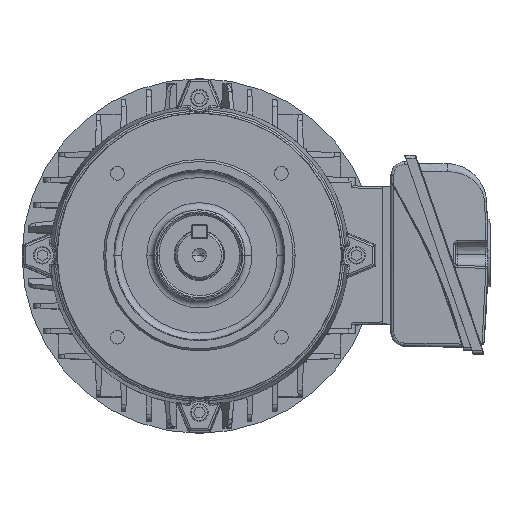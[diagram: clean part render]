
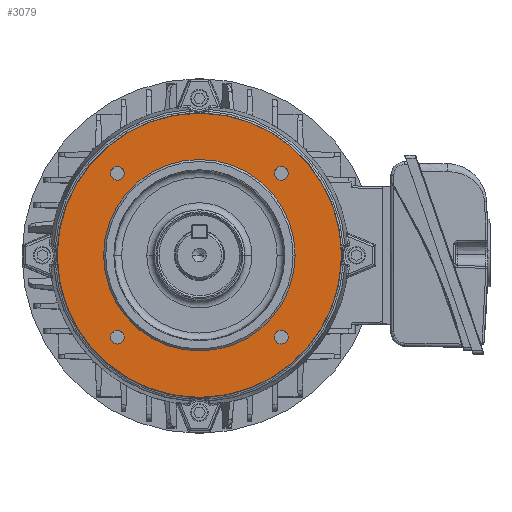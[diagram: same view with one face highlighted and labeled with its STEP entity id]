
A CAD part, top view. The second image highlights one B-rep face of the part: STEP entity #3079.
In plain terms, the highlighted planar face has unit normal (0, 0, 1).
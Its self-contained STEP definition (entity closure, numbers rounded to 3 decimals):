
#190 = EDGE_CURVE ( 'NONE', #2214, #53852, #31756, .T. ) ;
#335 = AXIS2_PLACEMENT_3D ( 'NONE', #1285, #46187, #50017 ) ;
#398 = EDGE_CURVE ( 'NONE', #54301, #16444, #29900, .T. ) ;
#1285 = CARTESIAN_POINT ( 'NONE',  ( 40.659, 40.659, 7.1 ) ) ;
#2014 = CARTESIAN_POINT ( 'NONE',  ( 0., 0., 7.1 ) ) ;
#2214 = VERTEX_POINT ( 'NONE', #43479 ) ;
#2398 = CARTESIAN_POINT ( 'NONE',  ( -47.5, 0., 7.1 ) ) ;
#2799 = DIRECTION ( 'NONE',  ( 1., 0., 0. ) ) ;
#2968 = EDGE_CURVE ( 'NONE', #25460, #19860, #10208, .T. ) ;
#3079 = ADVANCED_FACE ( 'NONE', ( #49426, #44727, #35273, #12554, #21705, #34990 ), #40594, .T. ) ;
#3192 = DIRECTION ( 'NONE',  ( 1., 0., 0. ) ) ;
#3594 = DIRECTION ( 'NONE',  ( 0., 0., 1. ) ) ;
#3701 = DIRECTION ( 'NONE',  ( 1., 0., 0. ) ) ;
#4160 = DIRECTION ( 'NONE',  ( 0., 0., 1. ) ) ;
#4305 = CARTESIAN_POINT ( 'NONE',  ( 47.5, 0., 7.1 ) ) ;
#6868 = CARTESIAN_POINT ( 'NONE',  ( 40.659, 40.659, 7.1 ) ) ;
#7063 = ORIENTED_EDGE ( 'NONE', *, *, #190, .T. ) ;
#7127 = EDGE_LOOP ( 'NONE', ( #46886, #7063 ) ) ;
#7395 = VERTEX_POINT ( 'NONE', #58162 ) ;
#7716 = ORIENTED_EDGE ( 'NONE', *, *, #11429, .F. ) ;
#7766 = DIRECTION ( 'NONE',  ( 1., 0., 0. ) ) ;
#8301 = CIRCLE ( 'NONE', #42233, 47.5 ) ;
#8511 = VERTEX_POINT ( 'NONE', #40427 ) ;
#8774 = DIRECTION ( 'NONE',  ( 0., 0., 1. ) ) ;
#8897 = DIRECTION ( 'NONE',  ( 1., 0., 0. ) ) ;
#8980 = DIRECTION ( 'NONE',  ( 0., 0., 1. ) ) ;
#10116 = CARTESIAN_POINT ( 'NONE',  ( -70.526, 0., 7.1 ) ) ;
#10208 = CIRCLE ( 'NONE', #22473, 3.4 ) ;
#10607 = EDGE_LOOP ( 'NONE', ( #14597, #55111 ) ) ;
#10630 = AXIS2_PLACEMENT_3D ( 'NONE', #27853, #8980, #50007 ) ;
#11132 = EDGE_LOOP ( 'NONE', ( #53186, #56442 ) ) ;
#11429 = EDGE_CURVE ( 'NONE', #7395, #44847, #15348, .T. ) ;
#11785 = EDGE_CURVE ( 'NONE', #8511, #52608, #13459, .T. ) ;
#11973 = CARTESIAN_POINT ( 'NONE',  ( -40.659, 40.659, 7.1 ) ) ;
#12265 = CIRCLE ( 'NONE', #51865, 70.526 ) ;
#12554 = FACE_BOUND ( 'NONE', #28399, .T. ) ;
#13459 = CIRCLE ( 'NONE', #46437, 3.4 ) ;
#14221 = CIRCLE ( 'NONE', #55577, 3.4 ) ;
#14597 = ORIENTED_EDGE ( 'NONE', *, *, #20963, .F. ) ;
#14681 = CARTESIAN_POINT ( 'NONE',  ( -40.659, -40.659, 7.1 ) ) ;
#14900 = CARTESIAN_POINT ( 'NONE',  ( 44.059, 40.659, 7.1 ) ) ;
#15348 = CIRCLE ( 'NONE', #10630, 3.4 ) ;
#16259 = VERTEX_POINT ( 'NONE', #4305 ) ;
#16444 = VERTEX_POINT ( 'NONE', #50655 ) ;
#17263 = DIRECTION ( 'NONE',  ( 0., 0., 1. ) ) ;
#18839 = AXIS2_PLACEMENT_3D ( 'NONE', #32268, #27822, #40280 ) ;
#19860 = VERTEX_POINT ( 'NONE', #26208 ) ;
#19905 = EDGE_LOOP ( 'NONE', ( #37948, #46723 ) ) ;
#20963 = EDGE_CURVE ( 'NONE', #16259, #23072, #8301, .T. ) ;
#21128 = DIRECTION ( 'NONE',  ( 0., 0., 1. ) ) ;
#21416 = CARTESIAN_POINT ( 'NONE',  ( 0., 80., 7.1 ) ) ;
#21705 = FACE_BOUND ( 'NONE', #10607, .T. ) ;
#22473 = AXIS2_PLACEMENT_3D ( 'NONE', #11973, #21128, #2799 ) ;
#23072 = VERTEX_POINT ( 'NONE', #2398 ) ;
#23183 = AXIS2_PLACEMENT_3D ( 'NONE', #57487, #49445, #3701 ) ;
#23201 = CARTESIAN_POINT ( 'NONE',  ( -44.059, 40.659, 7.1 ) ) ;
#24710 = CARTESIAN_POINT ( 'NONE',  ( -37.259, -40.659, 7.1 ) ) ;
#25460 = VERTEX_POINT ( 'NONE', #23201 ) ;
#25474 = CARTESIAN_POINT ( 'NONE',  ( -40.659, -40.659, 7.1 ) ) ;
#26208 = CARTESIAN_POINT ( 'NONE',  ( -37.259, 40.659, 7.1 ) ) ;
#26485 = EDGE_CURVE ( 'NONE', #16444, #54301, #58242, .T. ) ;
#26498 = DIRECTION ( 'NONE',  ( 1., 0., 0. ) ) ;
#27424 = CARTESIAN_POINT ( 'NONE',  ( 37.259, -40.659, 7.1 ) ) ;
#27822 = DIRECTION ( 'NONE',  ( 0., 0., 1. ) ) ;
#27853 = CARTESIAN_POINT ( 'NONE',  ( 40.659, -40.659, 7.1 ) ) ;
#27990 = AXIS2_PLACEMENT_3D ( 'NONE', #2014, #43670, #3192 ) ;
#28248 = CARTESIAN_POINT ( 'NONE',  ( 0., 0., 7.1 ) ) ;
#28399 = EDGE_LOOP ( 'NONE', ( #7716, #52081 ) ) ;
#29613 = EDGE_CURVE ( 'NONE', #44847, #7395, #56585, .T. ) ;
#29722 = ORIENTED_EDGE ( 'NONE', *, *, #40378, .F. ) ;
#29900 = CIRCLE ( 'NONE', #56280, 3.4 ) ;
#31756 = CIRCLE ( 'NONE', #27990, 70.526 ) ;
#32268 = CARTESIAN_POINT ( 'NONE',  ( 40.659, -40.659, 7.1 ) ) ;
#32690 = DIRECTION ( 'NONE',  ( 0., 0., 1. ) ) ;
#33841 = DIRECTION ( 'NONE',  ( 1., 0., 0. ) ) ;
#34990 = FACE_OUTER_BOUND ( 'NONE', #7127, .T. ) ;
#35273 = FACE_BOUND ( 'NONE', #11132, .T. ) ;
#37948 = ORIENTED_EDGE ( 'NONE', *, *, #57042, .F. ) ;
#37990 = DIRECTION ( 'NONE',  ( 0., 0., 1. ) ) ;
#40280 = DIRECTION ( 'NONE',  ( 1., 0., 0. ) ) ;
#40378 = EDGE_CURVE ( 'NONE', #52608, #8511, #45639, .T. ) ;
#40427 = CARTESIAN_POINT ( 'NONE',  ( 37.259, 40.659, 7.1 ) ) ;
#40515 = CARTESIAN_POINT ( 'NONE',  ( 0., 0., 7.1 ) ) ;
#40594 = PLANE ( 'NONE',  #50799 ) ;
#41216 = EDGE_CURVE ( 'NONE', #23072, #16259, #48649, .T. ) ;
#41260 = DIRECTION ( 'NONE',  ( 1., 0., 0. ) ) ;
#42233 = AXIS2_PLACEMENT_3D ( 'NONE', #28248, #37990, #33841 ) ;
#43479 = CARTESIAN_POINT ( 'NONE',  ( 70.526, 0., 7.1 ) ) ;
#43539 = EDGE_LOOP ( 'NONE', ( #29722, #44277 ) ) ;
#43670 = DIRECTION ( 'NONE',  ( 0., 0., 1. ) ) ;
#44126 = AXIS2_PLACEMENT_3D ( 'NONE', #25474, #3594, #56483 ) ;
#44277 = ORIENTED_EDGE ( 'NONE', *, *, #11785, .F. ) ;
#44521 = CARTESIAN_POINT ( 'NONE',  ( -40.659, 40.659, 7.1 ) ) ;
#44727 = FACE_BOUND ( 'NONE', #43539, .T. ) ;
#44847 = VERTEX_POINT ( 'NONE', #27424 ) ;
#45639 = CIRCLE ( 'NONE', #335, 3.4 ) ;
#46187 = DIRECTION ( 'NONE',  ( 0., 0., 1. ) ) ;
#46437 = AXIS2_PLACEMENT_3D ( 'NONE', #6868, #52337, #7766 ) ;
#46723 = ORIENTED_EDGE ( 'NONE', *, *, #2968, .F. ) ;
#46886 = ORIENTED_EDGE ( 'NONE', *, *, #55415, .T. ) ;
#48649 = CIRCLE ( 'NONE', #23183, 47.5 ) ;
#49426 = FACE_BOUND ( 'NONE', #19905, .T. ) ;
#49445 = DIRECTION ( 'NONE',  ( 0., 0., 1. ) ) ;
#50007 = DIRECTION ( 'NONE',  ( 1., 0., 0. ) ) ;
#50017 = DIRECTION ( 'NONE',  ( 1., 0., 0. ) ) ;
#50655 = CARTESIAN_POINT ( 'NONE',  ( -44.059, -40.659, 7.1 ) ) ;
#50799 = AXIS2_PLACEMENT_3D ( 'NONE', #21416, #17263, #57743 ) ;
#51865 = AXIS2_PLACEMENT_3D ( 'NONE', #40515, #4160, #8897 ) ;
#52081 = ORIENTED_EDGE ( 'NONE', *, *, #29613, .F. ) ;
#52337 = DIRECTION ( 'NONE',  ( 0., 0., 1. ) ) ;
#52608 = VERTEX_POINT ( 'NONE', #14900 ) ;
#53186 = ORIENTED_EDGE ( 'NONE', *, *, #398, .F. ) ;
#53852 = VERTEX_POINT ( 'NONE', #10116 ) ;
#54301 = VERTEX_POINT ( 'NONE', #24710 ) ;
#55111 = ORIENTED_EDGE ( 'NONE', *, *, #41216, .F. ) ;
#55415 = EDGE_CURVE ( 'NONE', #53852, #2214, #12265, .T. ) ;
#55577 = AXIS2_PLACEMENT_3D ( 'NONE', #44521, #8774, #26498 ) ;
#56280 = AXIS2_PLACEMENT_3D ( 'NONE', #14681, #32690, #41260 ) ;
#56442 = ORIENTED_EDGE ( 'NONE', *, *, #26485, .F. ) ;
#56483 = DIRECTION ( 'NONE',  ( 1., 0., 0. ) ) ;
#56585 = CIRCLE ( 'NONE', #18839, 3.4 ) ;
#57042 = EDGE_CURVE ( 'NONE', #19860, #25460, #14221, .T. ) ;
#57487 = CARTESIAN_POINT ( 'NONE',  ( 0., 0., 7.1 ) ) ;
#57743 = DIRECTION ( 'NONE',  ( 1., 0., 0. ) ) ;
#58162 = CARTESIAN_POINT ( 'NONE',  ( 44.059, -40.659, 7.1 ) ) ;
#58242 = CIRCLE ( 'NONE', #44126, 3.4 ) ;
